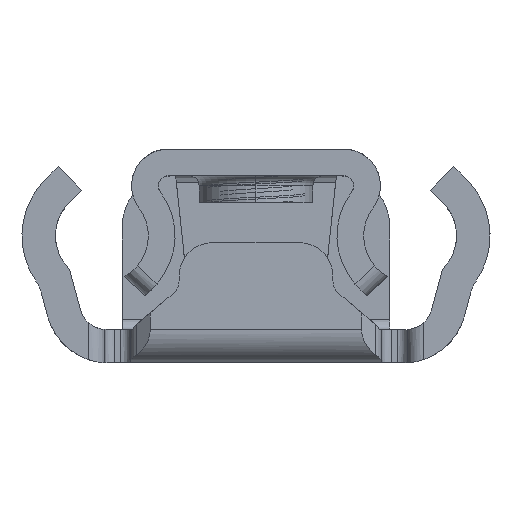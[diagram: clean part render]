
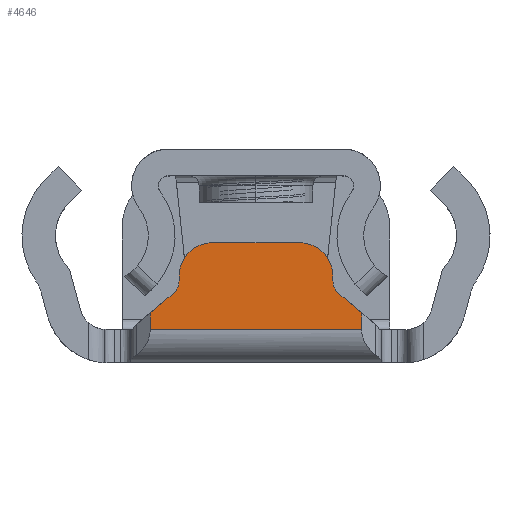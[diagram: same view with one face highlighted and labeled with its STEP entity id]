
A CAD part, left-side view. The second image highlights one B-rep face of the part: STEP entity #4646.
In plain terms, the highlighted planar face has unit normal (-1, 0, 0).
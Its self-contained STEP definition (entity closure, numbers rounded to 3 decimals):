
#9 = VERTEX_POINT ( 'NONE', #7578 ) ;
#62 = ORIENTED_EDGE ( 'NONE', *, *, #426, .F. ) ;
#121 = CARTESIAN_POINT ( 'NONE',  ( 1.5, 2.8, 2.458 ) ) ;
#290 = VERTEX_POINT ( 'NONE', #6065 ) ;
#409 = CARTESIAN_POINT ( 'NONE',  ( 1.5, -3.163, 1. ) ) ;
#425 = DIRECTION ( 'NONE',  ( 0., 0., 1. ) ) ;
#426 = EDGE_CURVE ( 'NONE', #7829, #4664, #5555, .T. ) ;
#457 = CIRCLE ( 'NONE', #6148, 1. ) ;
#491 = VECTOR ( 'NONE', #5509, 1000. ) ;
#574 = ORIENTED_EDGE ( 'NONE', *, *, #5693, .T. ) ;
#621 = CARTESIAN_POINT ( 'NONE',  ( 1.5, 2.3, 2.6 ) ) ;
#739 = CARTESIAN_POINT ( 'NONE',  ( 1.5, -2.8, 2.458 ) ) ;
#987 = VERTEX_POINT ( 'NONE', #1760 ) ;
#1142 = VECTOR ( 'NONE', #6873, 1000. ) ;
#1222 = VECTOR ( 'NONE', #1469, 1000. ) ;
#1374 = VERTEX_POINT ( 'NONE', #7150 ) ;
#1375 = CARTESIAN_POINT ( 'NONE',  ( 1.5, 3.163, 1. ) ) ;
#1403 = DIRECTION ( 'NONE',  ( 1., 0., 0. ) ) ;
#1456 = AXIS2_PLACEMENT_3D ( 'NONE', #1924, #9223, #3288 ) ;
#1469 = DIRECTION ( 'NONE',  ( 0., -1., 0. ) ) ;
#1507 = ORIENTED_EDGE ( 'NONE', *, *, #3638, .T. ) ;
#1745 = VERTEX_POINT ( 'NONE', #621 ) ;
#1760 = CARTESIAN_POINT ( 'NONE',  ( 1.5, 3.163, 1. ) ) ;
#1798 = CARTESIAN_POINT ( 'NONE',  ( 1.5, -3.163, 5.877 ) ) ;
#1924 = CARTESIAN_POINT ( 'NONE',  ( 1.5, -1.3, 2.6 ) ) ;
#2159 = DIRECTION ( 'NONE',  ( 0., 0.766, 0.643 ) ) ;
#2203 = AXIS2_PLACEMENT_3D ( 'NONE', #121, #1403, #4356 ) ;
#2271 = ORIENTED_EDGE ( 'NONE', *, *, #5739, .T. ) ;
#2491 = CIRCLE ( 'NONE', #2203, 0.5 ) ;
#2679 = VERTEX_POINT ( 'NONE', #4016 ) ;
#2709 = DIRECTION ( 'NONE',  ( 0., 0., -1. ) ) ;
#2782 = VERTEX_POINT ( 'NONE', #3456 ) ;
#2829 = VECTOR ( 'NONE', #3525, 1000. ) ;
#2849 = ORIENTED_EDGE ( 'NONE', *, *, #5290, .T. ) ;
#2873 = ORIENTED_EDGE ( 'NONE', *, *, #5925, .T. ) ;
#2886 = CARTESIAN_POINT ( 'NONE',  ( 1.5, 2.3, 2.6 ) ) ;
#2946 = CARTESIAN_POINT ( 'NONE',  ( 1.5, -2.3, 2.6 ) ) ;
#3109 = CIRCLE ( 'NONE', #1456, 1. ) ;
#3256 = CIRCLE ( 'NONE', #8524, 0.5 ) ;
#3288 = DIRECTION ( 'NONE',  ( 0., 0., 1. ) ) ;
#3425 = PLANE ( 'NONE',  #3738 ) ;
#3437 = CARTESIAN_POINT ( 'NONE',  ( 1.5, -3.163, 1.5 ) ) ;
#3456 = CARTESIAN_POINT ( 'NONE',  ( 1.5, 2.479, 2.075 ) ) ;
#3525 = DIRECTION ( 'NONE',  ( 0., 0., 1. ) ) ;
#3615 = LINE ( 'NONE', #2946, #2829 ) ;
#3638 = EDGE_CURVE ( 'NONE', #987, #4664, #4994, .T. ) ;
#3738 = AXIS2_PLACEMENT_3D ( 'NONE', #9022, #5428, #2709 ) ;
#3883 = EDGE_LOOP ( 'NONE', ( #574, #1507, #62, #2849, #5990, #6059, #7365, #5818, #2873, #2271, #8852, #8332 ) ) ;
#3925 = EDGE_CURVE ( 'NONE', #1374, #6252, #5365, .T. ) ;
#4016 = CARTESIAN_POINT ( 'NONE',  ( 1.5, 3.163, 1.5 ) ) ;
#4027 = FACE_OUTER_BOUND ( 'NONE', #3883, .T. ) ;
#4300 = DIRECTION ( 'NONE',  ( 0., 0., -1. ) ) ;
#4322 = EDGE_CURVE ( 'NONE', #8871, #6112, #3615, .T. ) ;
#4356 = DIRECTION ( 'NONE',  ( 0., 0., 1. ) ) ;
#4396 = DIRECTION ( 'NONE',  ( 0., 0.766, -0.643 ) ) ;
#4646 = ADVANCED_FACE ( 'NONE', ( #4027 ), #3425, .F. ) ;
#4664 = VERTEX_POINT ( 'NONE', #409 ) ;
#4699 = CARTESIAN_POINT ( 'NONE',  ( 1.5, -2.3, 2.6 ) ) ;
#4713 = VECTOR ( 'NONE', #4396, 1000. ) ;
#4994 = LINE ( 'NONE', #1375, #1222 ) ;
#5004 = DIRECTION ( 'NONE',  ( 0., 0., -1. ) ) ;
#5104 = LINE ( 'NONE', #7414, #4713 ) ;
#5236 = EDGE_CURVE ( 'NONE', #290, #2782, #2491, .T. ) ;
#5290 = EDGE_CURVE ( 'NONE', #7829, #9, #5716, .T. ) ;
#5365 = LINE ( 'NONE', #7582, #491 ) ;
#5428 = DIRECTION ( 'NONE',  ( 1., 0., 0. ) ) ;
#5509 = DIRECTION ( 'NONE',  ( 0., 1., 0. ) ) ;
#5555 = LINE ( 'NONE', #1798, #1142 ) ;
#5653 = VECTOR ( 'NONE', #4300, 1000. ) ;
#5693 = EDGE_CURVE ( 'NONE', #2679, #987, #8730, .T. ) ;
#5716 = LINE ( 'NONE', #7184, #7156 ) ;
#5739 = EDGE_CURVE ( 'NONE', #1745, #290, #7171, .T. ) ;
#5752 = EDGE_CURVE ( 'NONE', #9, #8871, #3256, .T. ) ;
#5818 = ORIENTED_EDGE ( 'NONE', *, *, #3925, .T. ) ;
#5874 = EDGE_CURVE ( 'NONE', #6112, #1374, #3109, .T. ) ;
#5925 = EDGE_CURVE ( 'NONE', #6252, #1745, #457, .T. ) ;
#5960 = CARTESIAN_POINT ( 'NONE',  ( 1.5, -2.3, 2.458 ) ) ;
#5990 = ORIENTED_EDGE ( 'NONE', *, *, #5752, .T. ) ;
#6059 = ORIENTED_EDGE ( 'NONE', *, *, #4322, .T. ) ;
#6065 = CARTESIAN_POINT ( 'NONE',  ( 1.5, 2.3, 2.458 ) ) ;
#6101 = VECTOR ( 'NONE', #5004, 1000. ) ;
#6105 = CARTESIAN_POINT ( 'NONE',  ( 1.5, 1.3, 3.6 ) ) ;
#6112 = VERTEX_POINT ( 'NONE', #4699 ) ;
#6148 = AXIS2_PLACEMENT_3D ( 'NONE', #6855, #7760, #425 ) ;
#6252 = VERTEX_POINT ( 'NONE', #6105 ) ;
#6369 = CARTESIAN_POINT ( 'NONE',  ( 1.5, 3.163, 5.877 ) ) ;
#6549 = DIRECTION ( 'NONE',  ( 1., 0., 0. ) ) ;
#6855 = CARTESIAN_POINT ( 'NONE',  ( 1.5, 1.3, 2.6 ) ) ;
#6873 = DIRECTION ( 'NONE',  ( 0., 0., -1. ) ) ;
#7150 = CARTESIAN_POINT ( 'NONE',  ( 1.5, -1.3, 3.6 ) ) ;
#7156 = VECTOR ( 'NONE', #2159, 1000. ) ;
#7171 = LINE ( 'NONE', #2886, #5653 ) ;
#7184 = CARTESIAN_POINT ( 'NONE',  ( 1.5, -2.479, 2.075 ) ) ;
#7365 = ORIENTED_EDGE ( 'NONE', *, *, #5874, .T. ) ;
#7414 = CARTESIAN_POINT ( 'NONE',  ( 1.5, 2.479, 2.075 ) ) ;
#7578 = CARTESIAN_POINT ( 'NONE',  ( 1.5, -2.479, 2.075 ) ) ;
#7582 = CARTESIAN_POINT ( 'NONE',  ( 1.5, -1.3, 3.6 ) ) ;
#7760 = DIRECTION ( 'NONE',  ( -1., 0., 0. ) ) ;
#7829 = VERTEX_POINT ( 'NONE', #3437 ) ;
#7922 = DIRECTION ( 'NONE',  ( 0., 0., 1. ) ) ;
#8009 = EDGE_CURVE ( 'NONE', #2782, #2679, #5104, .T. ) ;
#8332 = ORIENTED_EDGE ( 'NONE', *, *, #8009, .T. ) ;
#8524 = AXIS2_PLACEMENT_3D ( 'NONE', #739, #6549, #7922 ) ;
#8730 = LINE ( 'NONE', #6369, #6101 ) ;
#8852 = ORIENTED_EDGE ( 'NONE', *, *, #5236, .T. ) ;
#8871 = VERTEX_POINT ( 'NONE', #5960 ) ;
#9022 = CARTESIAN_POINT ( 'NONE',  ( 1.5, 3.163, -0.5 ) ) ;
#9223 = DIRECTION ( 'NONE',  ( -1., 0., 0. ) ) ;
